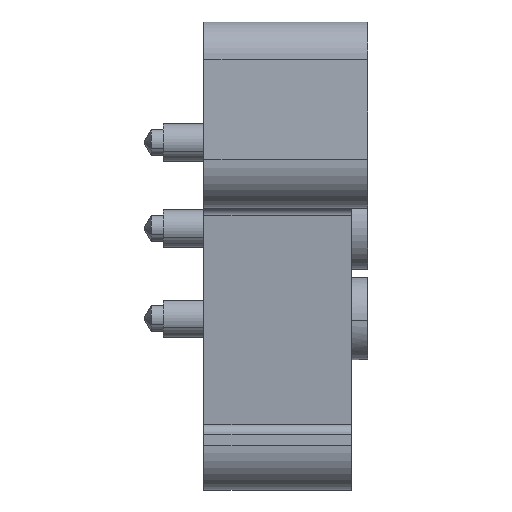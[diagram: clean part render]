
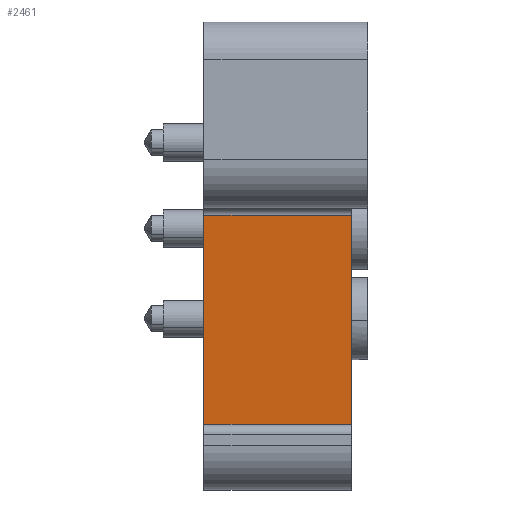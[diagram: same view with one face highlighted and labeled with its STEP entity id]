
A CAD part, front view. The second image highlights one B-rep face of the part: STEP entity #2461.
In plain terms, the highlighted planar face has unit normal (0, -0.996, -0.087).
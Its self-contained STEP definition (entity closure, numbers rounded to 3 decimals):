
#2448=AXIS2_PLACEMENT_3D('Plane Axis2P3D',#2445,#2446,#2447) ;
#727=CARTESIAN_POINT('Vertex',(3.644,5.502,2.79)) ;
#730=CARTESIAN_POINT('Line Origine',(3.644,4.892,9.769)) ;
#734=CARTESIAN_POINT('Vertex',(3.644,4.281,16.749)) ;
#1591=CARTESIAN_POINT('Vertex',(12.644,4.281,16.749)) ;
#1594=CARTESIAN_POINT('Line Origine',(12.644,4.892,9.769)) ;
#1598=CARTESIAN_POINT('Vertex',(12.644,5.502,2.79)) ;
#2431=CARTESIAN_POINT('Line Origine',(8.644,4.281,16.749)) ;
#2445=CARTESIAN_POINT('Axis2P3D Location',(23.644,5.502,2.79)) ;
#2450=CARTESIAN_POINT('Line Origine',(8.144,5.502,2.79)) ;
#731=DIRECTION('Vector Direction',(0.,-0.087,0.996)) ;
#1595=DIRECTION('Vector Direction',(0.,-0.087,0.996)) ;
#2432=DIRECTION('Vector Direction',(1.,0.,0.)) ;
#2446=DIRECTION('Axis2P3D Direction',(0.,-0.996,-0.087)) ;
#2447=DIRECTION('Axis2P3D XDirection',(0.,-0.087,0.996)) ;
#2451=DIRECTION('Vector Direction',(-1.,0.,0.)) ;
#732=VECTOR('Line Direction',#731,1.) ;
#1596=VECTOR('Line Direction',#1595,1.) ;
#2433=VECTOR('Line Direction',#2432,1.) ;
#2452=VECTOR('Line Direction',#2451,1.) ;
#2456=ORIENTED_EDGE('',*,*,#1600,.T.) ;
#2457=ORIENTED_EDGE('',*,*,#2435,.F.) ;
#2458=ORIENTED_EDGE('',*,*,#736,.T.) ;
#2459=ORIENTED_EDGE('',*,*,#2454,.T.) ;
#2461=ADVANCED_FACE('RASTFUSS',(#2460),#2449,.T.) ;
#736=EDGE_CURVE('',#735,#728,#733,.F.) ;
#1600=EDGE_CURVE('',#1599,#1592,#1597,.T.) ;
#2435=EDGE_CURVE('',#735,#1592,#2434,.T.) ;
#2454=EDGE_CURVE('',#728,#1599,#2453,.F.) ;
#2455=EDGE_LOOP('',(#2456,#2457,#2458,#2459)) ;
#2460=FACE_OUTER_BOUND('',#2455,.T.) ;
#733=LINE('Line',#730,#732) ;
#1597=LINE('Line',#1594,#1596) ;
#2434=LINE('Line',#2431,#2433) ;
#2453=LINE('Line',#2450,#2452) ;
#2449=PLANE('',#2448) ;
#728=VERTEX_POINT('',#727) ;
#735=VERTEX_POINT('',#734) ;
#1592=VERTEX_POINT('',#1591) ;
#1599=VERTEX_POINT('',#1598) ;
